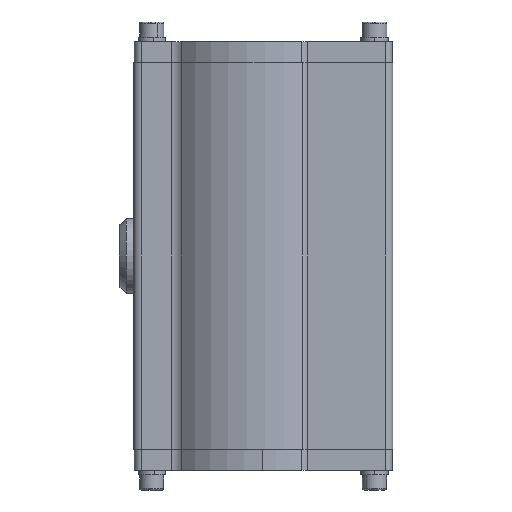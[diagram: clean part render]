
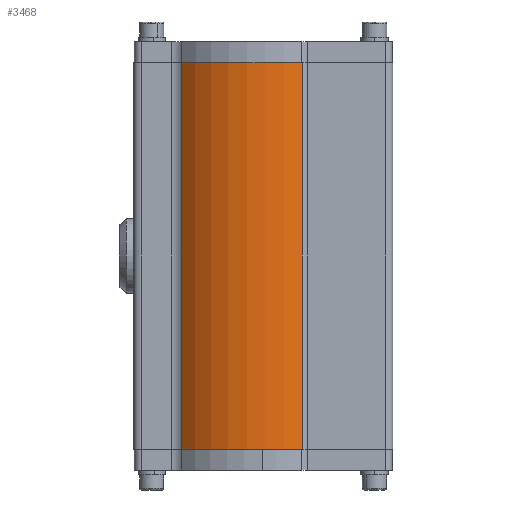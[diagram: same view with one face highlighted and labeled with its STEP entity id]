
A CAD part, left-side view. The second image highlights one B-rep face of the part: STEP entity #3468.
In plain terms, the highlighted cylindrical face has radius 73.5 mm (diameter 147 mm), a partial arc.
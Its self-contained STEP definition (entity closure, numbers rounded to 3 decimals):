
#220 = VERTEX_POINT ( 'NONE', #5938 ) ;
#652 = CYLINDRICAL_SURFACE ( 'NONE', #17924, 73.5 ) ;
#655 = DIRECTION ( 'NONE',  ( 0., 0., 1. ) ) ;
#1166 = CARTESIAN_POINT ( 'NONE',  ( -50.336, 53.558, -127.5 ) ) ;
#2213 = CARTESIAN_POINT ( 'NONE',  ( 0., 0., 127.5 ) ) ;
#2713 = CARTESIAN_POINT ( 'NONE',  ( -50.336, 53.558, 0. ) ) ;
#3468 = ADVANCED_FACE ( 'NONE', ( #16246 ), #652, .T. ) ;
#3989 = DIRECTION ( 'NONE',  ( 1., 0., 0. ) ) ;
#5378 = CARTESIAN_POINT ( 'NONE',  ( -68.659, -26.234, 0. ) ) ;
#5938 = CARTESIAN_POINT ( 'NONE',  ( -68.659, -26.234, -127.5 ) ) ;
#6468 = EDGE_CURVE ( 'NONE', #22249, #21259, #10191, .T. ) ;
#7237 = DIRECTION ( 'NONE',  ( 0., 0., 1. ) ) ;
#7384 = ORIENTED_EDGE ( 'NONE', *, *, #13273, .T. ) ;
#7690 = DIRECTION ( 'NONE',  ( 1., 0., 0. ) ) ;
#8627 = AXIS2_PLACEMENT_3D ( 'NONE', #17741, #7237, #19495 ) ;
#8757 = VECTOR ( 'NONE', #14054, 1000. ) ;
#9998 = CARTESIAN_POINT ( 'NONE',  ( -50.336, 53.558, 127.5 ) ) ;
#10178 = CIRCLE ( 'NONE', #22717, 73.5 ) ;
#10191 = LINE ( 'NONE', #2713, #14860 ) ;
#11251 = ORIENTED_EDGE ( 'NONE', *, *, #12247, .T. ) ;
#12247 = EDGE_CURVE ( 'NONE', #220, #20610, #22722, .T. ) ;
#13238 = DIRECTION ( 'NONE',  ( 0., 0., -1. ) ) ;
#13273 = EDGE_CURVE ( 'NONE', #21259, #220, #21700, .T. ) ;
#13315 = EDGE_CURVE ( 'NONE', #20610, #22249, #10178, .T. ) ;
#14054 = DIRECTION ( 'NONE',  ( 0., 0., 1. ) ) ;
#14452 = DIRECTION ( 'NONE',  ( 0., 0., -1. ) ) ;
#14860 = VECTOR ( 'NONE', #13238, 1000. ) ;
#16246 = FACE_OUTER_BOUND ( 'NONE', #18549, .T. ) ;
#17741 = CARTESIAN_POINT ( 'NONE',  ( 0., 0., -127.5 ) ) ;
#17924 = AXIS2_PLACEMENT_3D ( 'NONE', #18109, #655, #7690 ) ;
#18109 = CARTESIAN_POINT ( 'NONE',  ( 0., 0., 0. ) ) ;
#18549 = EDGE_LOOP ( 'NONE', ( #7384, #11251, #21318, #20097 ) ) ;
#19495 = DIRECTION ( 'NONE',  ( 1., 0., 0. ) ) ;
#20097 = ORIENTED_EDGE ( 'NONE', *, *, #6468, .T. ) ;
#20610 = VERTEX_POINT ( 'NONE', #20964 ) ;
#20964 = CARTESIAN_POINT ( 'NONE',  ( -68.659, -26.234, 127.5 ) ) ;
#21259 = VERTEX_POINT ( 'NONE', #1166 ) ;
#21318 = ORIENTED_EDGE ( 'NONE', *, *, #13315, .T. ) ;
#21700 = CIRCLE ( 'NONE', #8627, 73.5 ) ;
#22249 = VERTEX_POINT ( 'NONE', #9998 ) ;
#22717 = AXIS2_PLACEMENT_3D ( 'NONE', #2213, #14452, #3989 ) ;
#22722 = LINE ( 'NONE', #5378, #8757 ) ;
